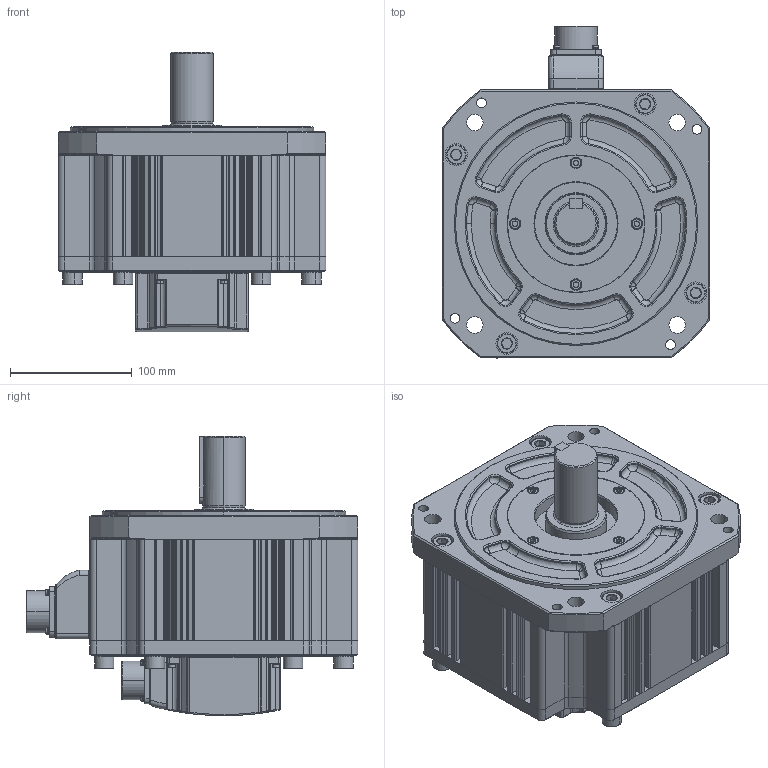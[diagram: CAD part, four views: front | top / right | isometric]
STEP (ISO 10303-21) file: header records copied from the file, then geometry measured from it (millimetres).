
FILE_DESCRIPTION (( 'STEP AP214' ), '1' );
FILE_NAME ('FM22GA001-1G01_Out Line(APM-FG22D_K,FG20G_K,FG12M_K).STEP', '2019-07-10T07:32:20', ( '' ), ( '' ), 'SwSTEP 2.0', 'SolidWorks 2011', '' );
FILE_SCHEMA (( 'AUTOMOTIVE_DESIGN' ));
Length unit declared in the file: millimetre
Products named in the file (1): FM22GA001-1G01_Out Line(APM-FG22D_K,FG20G_K,FG12M_K)
Bounding box: 220 x 272.5 x 229.5 mm (x, y, z)
Volume: 5403652.4 mm3; surface area: 565936.5 mm2
Topology: 57 solids, 57 shells, 2116 faces, 5281 edges, 3345 vertices
Faces by surface type: cylinder 834, plane 717, cone 273, torus 147, bspline 145
Entity records: 95515 total; most frequent: CARTESIAN_POINT 20775, DIRECTION 10927, ORIENTED_EDGE 10422, EDGE_CURVE 5211, AXIS2_PLACEMENT_3D 4223, VERTEX_POINT 3345, LINE 2481, VECTOR 2481
